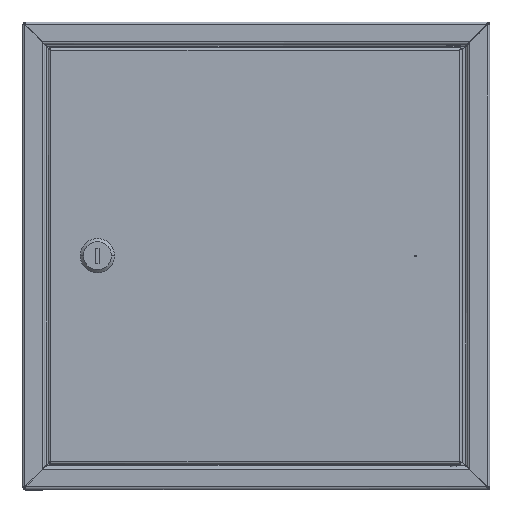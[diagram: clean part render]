
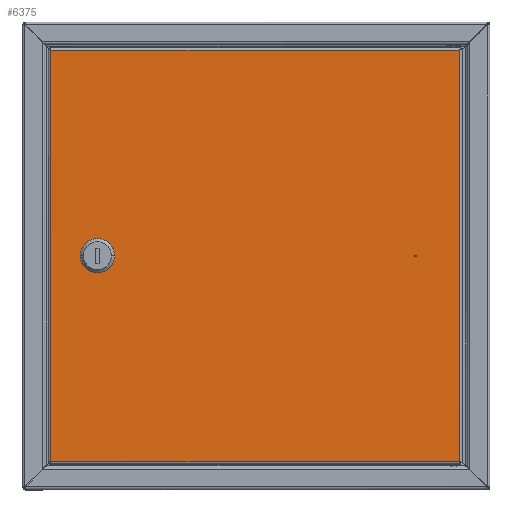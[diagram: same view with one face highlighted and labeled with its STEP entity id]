
A CAD part, top view. The second image highlights one B-rep face of the part: STEP entity #6375.
In plain terms, the highlighted planar face has unit normal (0, 0, 1).
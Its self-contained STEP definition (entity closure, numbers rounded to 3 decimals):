
#289 = CARTESIAN_POINT ( 'NONE',  ( -216.528, 251.037, 0. ) ) ;
#506 = VERTEX_POINT ( 'NONE', #16190 ) ;
#1003 = ORIENTED_EDGE ( 'NONE', *, *, #2385, .F. ) ;
#1408 = EDGE_CURVE ( 'NONE', #7384, #9568, #9426, .T. ) ;
#1421 = AXIS2_PLACEMENT_3D ( 'NONE', #5902, #5519, #11029 ) ;
#1546 = CARTESIAN_POINT ( 'NONE',  ( -216.528, -12.963, 0. ) ) ;
#1751 = DIRECTION ( 'NONE',  ( 1., 0., 0. ) ) ;
#2064 = DIRECTION ( 'NONE',  ( 1., 0., 0. ) ) ;
#2311 = CARTESIAN_POINT ( 'NONE',  ( -178.028, 122.686, 0. ) ) ;
#2385 = EDGE_CURVE ( 'NONE', #3088, #506, #11314, .T. ) ;
#2448 = EDGE_LOOP ( 'NONE', ( #15864, #15780 ) ) ;
#2711 = FACE_BOUND ( 'NONE', #2448, .T. ) ;
#2810 = DIRECTION ( 'NONE',  ( 1., 0., 0. ) ) ;
#2865 = CIRCLE ( 'NONE', #1421, 0.5 ) ;
#3042 = CARTESIAN_POINT ( 'NONE',  ( -195.028, 122.686, 0. ) ) ;
#3088 = VERTEX_POINT ( 'NONE', #3042 ) ;
#3152 = CIRCLE ( 'NONE', #14775, 0.5 ) ;
#3670 = CARTESIAN_POINT ( 'NONE',  ( 45.772, -12.963, 0. ) ) ;
#4317 = CIRCLE ( 'NONE', #5191, 9.25 ) ;
#4457 = CARTESIAN_POINT ( 'NONE',  ( -216.528, 251.037, 0. ) ) ;
#4809 = VERTEX_POINT ( 'NONE', #16772 ) ;
#4839 = EDGE_LOOP ( 'NONE', ( #6304, #1003, #14082, #13500 ) ) ;
#5051 = CARTESIAN_POINT ( 'NONE',  ( 45.772, 251.037, 0. ) ) ;
#5191 = AXIS2_PLACEMENT_3D ( 'NONE', #12629, #17825, #9541 ) ;
#5349 = DIRECTION ( 'NONE',  ( 0., -1., 0. ) ) ;
#5519 = DIRECTION ( 'NONE',  ( 0., 0., 1. ) ) ;
#5576 = DIRECTION ( 'NONE',  ( 0., 1., 0. ) ) ;
#5801 = LINE ( 'NONE', #1546, #10721 ) ;
#5902 = CARTESIAN_POINT ( 'NONE',  ( 17.472, 119.037, 0. ) ) ;
#5960 = ORIENTED_EDGE ( 'NONE', *, *, #13258, .T. ) ;
#6097 = DIRECTION ( 'NONE',  ( -1., 0., 0. ) ) ;
#6142 = CARTESIAN_POINT ( 'NONE',  ( -216.528, -12.963, 0. ) ) ;
#6161 = VERTEX_POINT ( 'NONE', #14263 ) ;
#6304 = ORIENTED_EDGE ( 'NONE', *, *, #7225, .F. ) ;
#6306 = ORIENTED_EDGE ( 'NONE', *, *, #7276, .T. ) ;
#6355 = VERTEX_POINT ( 'NONE', #11108 ) ;
#6375 = ADVANCED_FACE ( 'NONE', ( #2711, #8221, #13781 ), #6869, .T. ) ;
#6619 = AXIS2_PLACEMENT_3D ( 'NONE', #6142, #16938, #2064 ) ;
#6869 = PLANE ( 'NONE',  #6619 ) ;
#6944 = VECTOR ( 'NONE', #5576, 1000. ) ;
#7005 = CARTESIAN_POINT ( 'NONE',  ( 17.472, 119.037, 0. ) ) ;
#7225 = EDGE_CURVE ( 'NONE', #506, #4809, #4317, .T. ) ;
#7244 = EDGE_CURVE ( 'NONE', #12633, #11224, #3152, .T. ) ;
#7276 = EDGE_CURVE ( 'NONE', #6355, #7384, #11235, .T. ) ;
#7384 = VERTEX_POINT ( 'NONE', #289 ) ;
#7544 = CARTESIAN_POINT ( 'NONE',  ( -186.528, 119.037, 0. ) ) ;
#7824 = DIRECTION ( 'NONE',  ( 0., 1., 0. ) ) ;
#7905 = ORIENTED_EDGE ( 'NONE', *, *, #11446, .T. ) ;
#8221 = FACE_BOUND ( 'NONE', #4839, .T. ) ;
#8453 = CIRCLE ( 'NONE', #11638, 9.25 ) ;
#8618 = DIRECTION ( 'NONE',  ( 0., 0., 1. ) ) ;
#9426 = LINE ( 'NONE', #13791, #16409 ) ;
#9541 = DIRECTION ( 'NONE',  ( 1., 0., 0. ) ) ;
#9568 = VERTEX_POINT ( 'NONE', #14405 ) ;
#9632 = DIRECTION ( 'NONE',  ( 0., 0., 1. ) ) ;
#9963 = CARTESIAN_POINT ( 'NONE',  ( -195.028, 122.686, 0. ) ) ;
#10586 = EDGE_CURVE ( 'NONE', #11224, #12633, #2865, .T. ) ;
#10721 = VECTOR ( 'NONE', #2810, 1000. ) ;
#11029 = DIRECTION ( 'NONE',  ( 1., 0., 0. ) ) ;
#11108 = CARTESIAN_POINT ( 'NONE',  ( 45.772, 251.037, 0. ) ) ;
#11224 = VERTEX_POINT ( 'NONE', #16086 ) ;
#11235 = LINE ( 'NONE', #4457, #13888 ) ;
#11314 = LINE ( 'NONE', #9963, #12672 ) ;
#11446 = EDGE_CURVE ( 'NONE', #15307, #6355, #13302, .T. ) ;
#11638 = AXIS2_PLACEMENT_3D ( 'NONE', #7544, #8618, #1751 ) ;
#11905 = EDGE_CURVE ( 'NONE', #4809, #6161, #14470, .T. ) ;
#12152 = VECTOR ( 'NONE', #7824, 1000. ) ;
#12629 = CARTESIAN_POINT ( 'NONE',  ( -186.528, 119.037, 0. ) ) ;
#12633 = VERTEX_POINT ( 'NONE', #14025 ) ;
#12672 = VECTOR ( 'NONE', #16790, 1000. ) ;
#13258 = EDGE_CURVE ( 'NONE', #9568, #15307, #5801, .T. ) ;
#13302 = LINE ( 'NONE', #5051, #6944 ) ;
#13500 = ORIENTED_EDGE ( 'NONE', *, *, #11905, .F. ) ;
#13708 = ORIENTED_EDGE ( 'NONE', *, *, #1408, .T. ) ;
#13781 = FACE_OUTER_BOUND ( 'NONE', #16853, .T. ) ;
#13791 = CARTESIAN_POINT ( 'NONE',  ( -216.528, 251.037, 0. ) ) ;
#13888 = VECTOR ( 'NONE', #6097, 1000. ) ;
#14025 = CARTESIAN_POINT ( 'NONE',  ( 17.972, 119.037, 0. ) ) ;
#14082 = ORIENTED_EDGE ( 'NONE', *, *, #17022, .F. ) ;
#14263 = CARTESIAN_POINT ( 'NONE',  ( -178.028, 122.686, 0. ) ) ;
#14405 = CARTESIAN_POINT ( 'NONE',  ( -216.528, -12.963, 0. ) ) ;
#14470 = LINE ( 'NONE', #2311, #12152 ) ;
#14775 = AXIS2_PLACEMENT_3D ( 'NONE', #7005, #9632, #15192 ) ;
#15192 = DIRECTION ( 'NONE',  ( 1., 0., 0. ) ) ;
#15307 = VERTEX_POINT ( 'NONE', #3670 ) ;
#15780 = ORIENTED_EDGE ( 'NONE', *, *, #10586, .F. ) ;
#15864 = ORIENTED_EDGE ( 'NONE', *, *, #7244, .F. ) ;
#16086 = CARTESIAN_POINT ( 'NONE',  ( 16.972, 119.037, 0. ) ) ;
#16190 = CARTESIAN_POINT ( 'NONE',  ( -195.028, 115.388, 0. ) ) ;
#16409 = VECTOR ( 'NONE', #5349, 1000. ) ;
#16772 = CARTESIAN_POINT ( 'NONE',  ( -178.028, 115.388, 0. ) ) ;
#16790 = DIRECTION ( 'NONE',  ( 0., -1., 0. ) ) ;
#16853 = EDGE_LOOP ( 'NONE', ( #13708, #5960, #7905, #6306 ) ) ;
#16938 = DIRECTION ( 'NONE',  ( 0., 0., 1. ) ) ;
#17022 = EDGE_CURVE ( 'NONE', #6161, #3088, #8453, .T. ) ;
#17825 = DIRECTION ( 'NONE',  ( 0., 0., 1. ) ) ;
